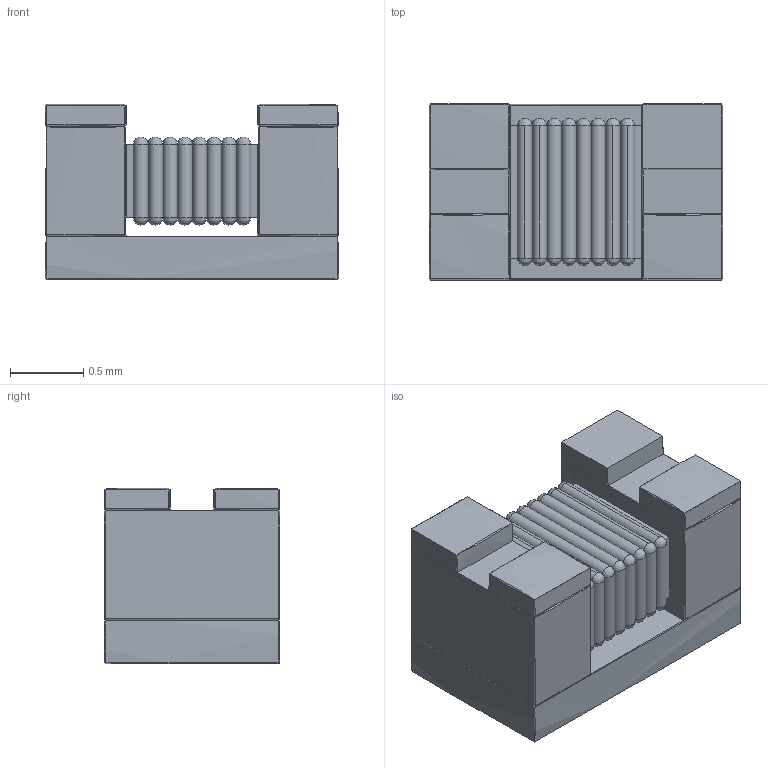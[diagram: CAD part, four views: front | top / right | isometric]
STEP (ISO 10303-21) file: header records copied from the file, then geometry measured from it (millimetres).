
FILE_DESCRIPTION (( 'STEP AP214' ), '1' );
FILE_NAME ('306B9DDD-20A8-4461-AB5B-07F819910918.STEP', '2023-04-14T10:36:36', ( '' ), ( '' ), 'SwSTEP 2.0', 'SolidWorks 2022', '' );
FILE_SCHEMA (( 'AUTOMOTIVE_DESIGN' ));
Length unit declared in the file: millimetre
Products named in the file (1): 306B9DDD-20A8-4461-AB5B-07F819910918
Bounding box: 2 x 1.2 x 1.2 mm (x, y, z)
Surface area: 16.4 mm2 (no closed solid volume)
Topology: 0 solids, 1 shells, 273 faces, 593 edges, 257 vertices
Faces by surface type: plane 183, bspline 50, cylinder 40
Entity records: 9309 total; most frequent: CARTESIAN_POINT 1962, ORIENTED_EDGE 1022, DIRECTION 1017, EDGE_CURVE 529, LINE 409, VECTOR 409, AXIS2_PLACEMENT_3D 304, EDGE_LOOP 286
